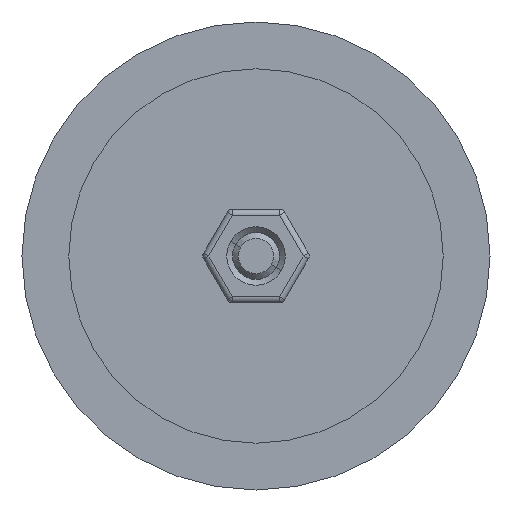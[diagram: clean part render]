
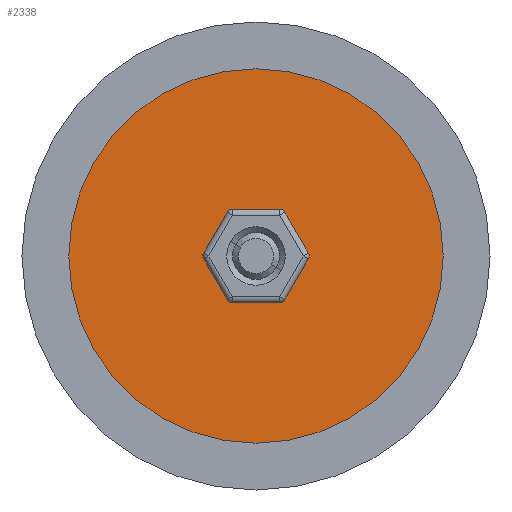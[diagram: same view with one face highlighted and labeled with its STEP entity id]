
A CAD part, front view. The second image highlights one B-rep face of the part: STEP entity #2338.
In plain terms, the highlighted planar face has unit normal (0, -1, 0).
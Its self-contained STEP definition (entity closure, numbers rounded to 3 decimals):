
#126 = ORIENTED_EDGE ( 'NONE', *, *, #3098, .T. ) ;
#258 = ORIENTED_EDGE ( 'NONE', *, *, #446, .F. ) ;
#307 = EDGE_LOOP ( 'NONE', ( #1147, #126 ) ) ;
#351 = DIRECTION ( 'NONE',  ( 0., 0., -1. ) ) ;
#389 = VERTEX_POINT ( 'NONE', #2088 ) ;
#446 = EDGE_CURVE ( 'NONE', #2488, #2996, #2960, .T. ) ;
#463 = CARTESIAN_POINT ( 'NONE',  ( 0., 4.076, 2. ) ) ;
#468 = DIRECTION ( 'NONE',  ( 0., -1., 0. ) ) ;
#716 = ORIENTED_EDGE ( 'NONE', *, *, #2751, .F. ) ;
#722 = CARTESIAN_POINT ( 'NONE',  ( 0., 4.076, -2. ) ) ;
#879 = DIRECTION ( 'NONE',  ( 0., 0., -1. ) ) ;
#964 = AXIS2_PLACEMENT_3D ( 'NONE', #4024, #1451, #4005 ) ;
#1145 = AXIS2_PLACEMENT_3D ( 'NONE', #3158, #1872, #351 ) ;
#1147 = ORIENTED_EDGE ( 'NONE', *, *, #2867, .T. ) ;
#1215 = CIRCLE ( 'NONE', #2662, 16. ) ;
#1342 = CARTESIAN_POINT ( 'NONE',  ( 0., 4.076, -16. ) ) ;
#1451 = DIRECTION ( 'NONE',  ( 0., -1., 0. ) ) ;
#1525 = DIRECTION ( 'NONE',  ( 0., -1., 0. ) ) ;
#1872 = DIRECTION ( 'NONE',  ( 0., -1., 0. ) ) ;
#1987 = FACE_OUTER_BOUND ( 'NONE', #307, .T. ) ;
#2014 = CARTESIAN_POINT ( 'NONE',  ( 2., 4.076, 0. ) ) ;
#2088 = CARTESIAN_POINT ( 'NONE',  ( 0., 4.076, 16. ) ) ;
#2141 = CARTESIAN_POINT ( 'NONE',  ( 0., 4.076, 0. ) ) ;
#2338 = ADVANCED_FACE ( 'NONE', ( #1987, #3911 ), #3599, .T. ) ;
#2488 = VERTEX_POINT ( 'NONE', #463 ) ;
#2518 = CIRCLE ( 'NONE', #1145, 16. ) ;
#2581 = EDGE_LOOP ( 'NONE', ( #716, #258 ) ) ;
#2662 = AXIS2_PLACEMENT_3D ( 'NONE', #2141, #1525, #879 ) ;
#2751 = EDGE_CURVE ( 'NONE', #2996, #2488, #3056, .T. ) ;
#2794 = AXIS2_PLACEMENT_3D ( 'NONE', #2014, #468, #3587 ) ;
#2867 = EDGE_CURVE ( 'NONE', #2963, #389, #2518, .T. ) ;
#2894 = DIRECTION ( 'NONE',  ( 0., -1., 0. ) ) ;
#2960 = CIRCLE ( 'NONE', #964, 2. ) ;
#2963 = VERTEX_POINT ( 'NONE', #1342 ) ;
#2996 = VERTEX_POINT ( 'NONE', #722 ) ;
#3056 = CIRCLE ( 'NONE', #3461, 2. ) ;
#3098 = EDGE_CURVE ( 'NONE', #389, #2963, #1215, .T. ) ;
#3158 = CARTESIAN_POINT ( 'NONE',  ( 0., 4.076, 0. ) ) ;
#3456 = CARTESIAN_POINT ( 'NONE',  ( 0., 4.076, 0. ) ) ;
#3461 = AXIS2_PLACEMENT_3D ( 'NONE', #3456, #2894, #3788 ) ;
#3587 = DIRECTION ( 'NONE',  ( 0., 0., -1. ) ) ;
#3599 = PLANE ( 'NONE',  #2794 ) ;
#3788 = DIRECTION ( 'NONE',  ( 0., 0., -1. ) ) ;
#3911 = FACE_BOUND ( 'NONE', #2581, .T. ) ;
#4005 = DIRECTION ( 'NONE',  ( 0., 0., -1. ) ) ;
#4024 = CARTESIAN_POINT ( 'NONE',  ( 0., 4.076, 0. ) ) ;
